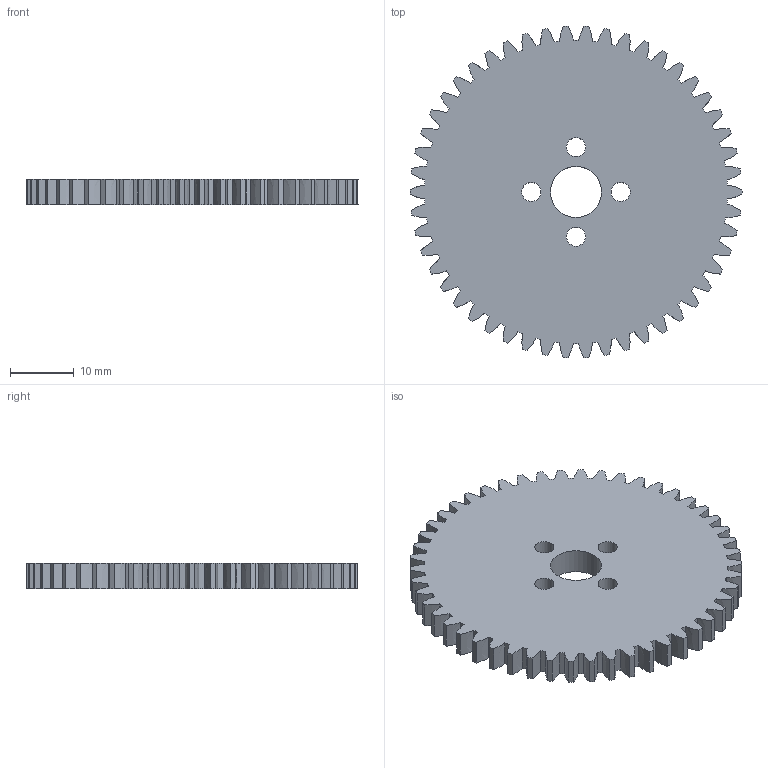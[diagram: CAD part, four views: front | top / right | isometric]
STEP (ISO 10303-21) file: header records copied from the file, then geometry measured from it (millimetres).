
FILE_DESCRIPTION(/* description */ (''),/* implementation_level */ '2;1');
FILE_NAME(/* name */ 'Gear 50R.step',/* time_stamp */ '2020-08-11T21:34:03+02:00',/* author */ (''),/* organization */ (''),/* preprocessor_version */ 'ST-DEVELOPER v18.1',/* originating_system */ 'Autodesk Translation Framework v9.3.0.1241',/* authorisation */ '');
FILE_SCHEMA (('AUTOMOTIVE_DESIGN { 1 0 10303 214 3 1 1 }'));
Length unit declared in the file: millimetre
Products named in the file (1): Healical Gear (50R@0.00)
Bounding box: 52 x 51.94 x 4 mm (x, y, z)
Volume: 7489.6 mm3; surface area: 5271.1 mm2
Topology: 1 solids, 1 shells, 207 faces, 615 edges, 410 vertices
Faces by surface type: bspline 150, cylinder 55, plane 2
Full cylindrical faces by diameter (mm): 3 x4, 8 x1
Entity records: 20052 total; most frequent: CARTESIAN_POINT 15783, ORIENTED_EDGE 1230, EDGE_CURVE 615, DIRECTION 541, VERTEX_POINT 410, AXIS2_PLACEMENT_3D 268, EDGE_LOOP 217, CIRCLE 210
